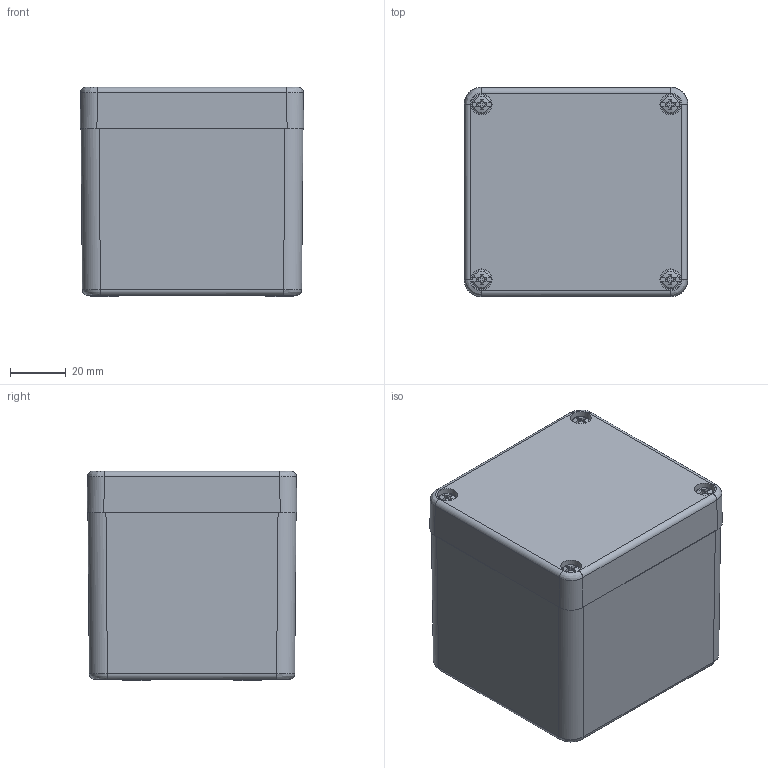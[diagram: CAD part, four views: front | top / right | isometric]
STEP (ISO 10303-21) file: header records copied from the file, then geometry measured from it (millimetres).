
FILE_DESCRIPTION (( 'STEP AP214' ), '1' );
FILE_NAME ('1590ZGRP084BK.STEP', '2021-09-09T11:15:26', ( '' ), ( '' ), 'SwSTEP 2.0', 'SolidWorks 2021', '' );
FILE_SCHEMA (( 'AUTOMOTIVE_DESIGN' ));
Length unit declared in the file: inch
Products named in the file (1): 1590ZGRP084BK
Bounding box: 80.5 x 75.5 x 75.5 mm (x, y, z)
Volume: 168491.8 mm3; surface area: 77415.8 mm2
Topology: 7 solids, 7 shells, 467 faces, 1170 edges, 754 vertices
Faces by surface type: plane 239, cylinder 92, cone 88, bspline 48
Full cylindrical faces by diameter (mm): 3.242 x6, 3.48 x4, 3.7 x8, 3.85 x4, 4.25 x4, 4.5 x4, 5 x8, 6.9 x4, 7.5 x4
Entity records: 15548 total; most frequent: CARTESIAN_POINT 4900, ORIENTED_EDGE 2158, DIRECTION 2076, EDGE_CURVE 1079, AXIS2_PLACEMENT_3D 761, VERTEX_POINT 737, EDGE_LOOP 596, VECTOR 554
